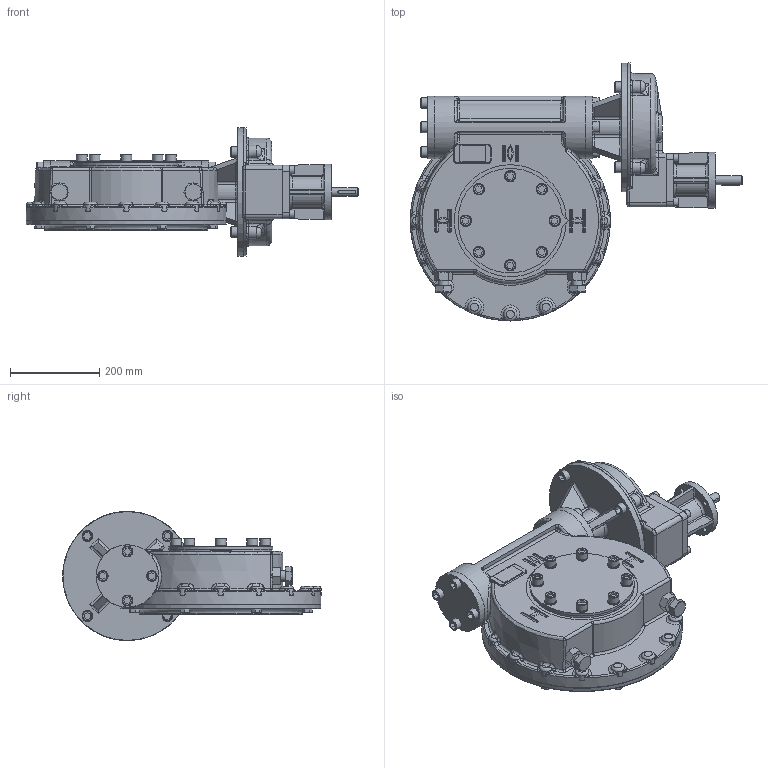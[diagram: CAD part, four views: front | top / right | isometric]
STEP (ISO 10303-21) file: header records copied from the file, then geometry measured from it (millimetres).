
FILE_DESCRIPTION(/* description */ ('Unknown'),/* implementation_level */ '2;1');
FILE_NAME(/* name */ 'PUB-IW7FBIRS-F10-F25',/* time_stamp */ '2016-06-28T14:14:00+01:00',/* author */ ('Unknown'),/* organization */ ('Unknown'),/* preprocessor_version */ 'ST-DEVELOPER v16',/* originating_system */ 'DEX',/* authorisation */ $);
FILE_SCHEMA (('AUTOMOTIVE_DESIGN {1 0 10303 214 3 1 1}'));
Products named in the file (1): PUB-IW7FBIRS-F10-F25
Bounding box: 745.27 x 579.19 x 289.28 mm (x, y, z)
Surface area: 1186225.8 mm2 (no closed solid volume)
Topology: 0 solids, 98 shells, 1258 faces, 4265 edges, 3020 vertices
Faces by surface type: plane 477, cylinder 267, bspline 222, torus 139, cone 125, sphere 28
Full cylindrical faces by diameter (mm): 10.5 x4, 12.5 x8, 13.835 x8, 18 x4, 20 x1, 24 x22, 50 x1, 70.05 x1, 125 x1, 140 x3, 170 x1, 230 x1, 251.5 x1, 289 x1
Entity records: 67606 total; most frequent: CARTESIAN_POINT 33615, ORIENTED_EDGE 6517, DIRECTION 6032, EDGE_CURVE 4030, VERTEX_POINT 2967, AXIS2_PLACEMENT_3D 2202, LINE 1628, VECTOR 1628
